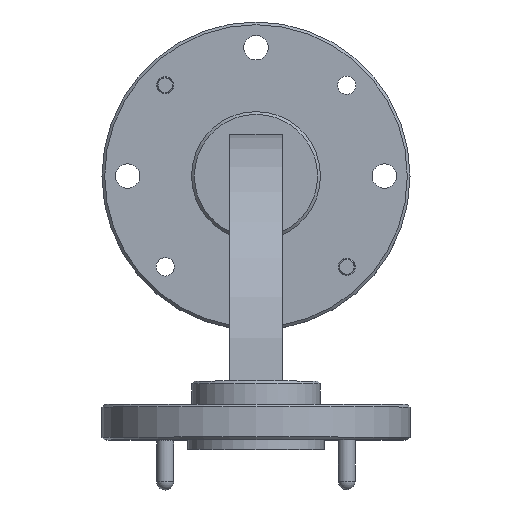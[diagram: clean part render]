
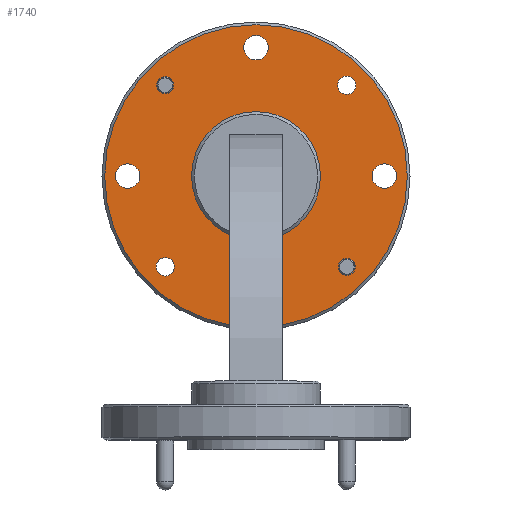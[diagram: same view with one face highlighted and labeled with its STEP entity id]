
A CAD part, top view. The second image highlights one B-rep face of the part: STEP entity #1740.
In plain terms, the highlighted planar face has unit normal (0, 0, 1).
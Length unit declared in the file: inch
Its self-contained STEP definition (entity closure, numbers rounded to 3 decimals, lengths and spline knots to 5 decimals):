
#64=FACE_BOUND('',#348,.T.);
#65=FACE_BOUND('',#349,.T.);
#66=FACE_BOUND('',#350,.T.);
#67=FACE_BOUND('',#351,.T.);
#68=FACE_BOUND('',#352,.T.);
#69=FACE_BOUND('',#353,.T.);
#70=FACE_BOUND('',#354,.T.);
#71=FACE_BOUND('',#355,.T.);
#72=FACE_BOUND('',#356,.T.);
#126=PLANE('',#1945);
#229=FACE_OUTER_BOUND('',#347,.T.);
#347=EDGE_LOOP('',(#1339));
#348=EDGE_LOOP('',(#1340));
#349=EDGE_LOOP('',(#1341));
#350=EDGE_LOOP('',(#1342));
#351=EDGE_LOOP('',(#1343));
#352=EDGE_LOOP('',(#1344));
#353=EDGE_LOOP('',(#1345));
#354=EDGE_LOOP('',(#1346));
#355=EDGE_LOOP('',(#1347));
#356=EDGE_LOOP('',(#1348));
#712=CIRCLE('',#1939,0.235);
#713=CIRCLE('',#1941,0.5525);
#716=CIRCLE('',#1946,0.0447);
#717=CIRCLE('',#1947,0.0447);
#718=CIRCLE('',#1948,0.0447);
#719=CIRCLE('',#1949,0.0447);
#720=CIRCLE('',#1950,0.02975);
#721=CIRCLE('',#1951,0.02975);
#722=CIRCLE('',#1952,0.0335);
#723=CIRCLE('',#1953,0.0335);
#866=VERTEX_POINT('',#2914);
#867=VERTEX_POINT('',#2918);
#870=VERTEX_POINT('',#2928);
#871=VERTEX_POINT('',#2930);
#872=VERTEX_POINT('',#2932);
#873=VERTEX_POINT('',#2934);
#874=VERTEX_POINT('',#2936);
#875=VERTEX_POINT('',#2938);
#876=VERTEX_POINT('',#2940);
#877=VERTEX_POINT('',#2942);
#1041=EDGE_CURVE('',#866,#866,#712,.T.);
#1042=EDGE_CURVE('',#867,#867,#713,.T.);
#1047=EDGE_CURVE('',#870,#870,#716,.T.);
#1048=EDGE_CURVE('',#871,#871,#717,.T.);
#1049=EDGE_CURVE('',#872,#872,#718,.T.);
#1050=EDGE_CURVE('',#873,#873,#719,.T.);
#1051=EDGE_CURVE('',#874,#874,#720,.T.);
#1052=EDGE_CURVE('',#875,#875,#721,.T.);
#1053=EDGE_CURVE('',#876,#876,#722,.T.);
#1054=EDGE_CURVE('',#877,#877,#723,.T.);
#1339=ORIENTED_EDGE('',*,*,#1042,.F.);
#1340=ORIENTED_EDGE('',*,*,#1041,.T.);
#1341=ORIENTED_EDGE('',*,*,#1047,.T.);
#1342=ORIENTED_EDGE('',*,*,#1048,.T.);
#1343=ORIENTED_EDGE('',*,*,#1049,.T.);
#1344=ORIENTED_EDGE('',*,*,#1050,.T.);
#1345=ORIENTED_EDGE('',*,*,#1051,.T.);
#1346=ORIENTED_EDGE('',*,*,#1052,.T.);
#1347=ORIENTED_EDGE('',*,*,#1053,.T.);
#1348=ORIENTED_EDGE('',*,*,#1054,.T.);
#1740=ADVANCED_FACE('',(#229,#64,#65,#66,#67,#68,#69,#70,#71,#72),#126,
 .T.);
#1939=AXIS2_PLACEMENT_3D('',#2916,#2305,#2306);
#1941=AXIS2_PLACEMENT_3D('',#2919,#2309,#2310);
#1945=AXIS2_PLACEMENT_3D('',#2927,#2319,#2320);
#1946=AXIS2_PLACEMENT_3D('',#2929,#2321,#2322);
#1947=AXIS2_PLACEMENT_3D('',#2931,#2323,#2324);
#1948=AXIS2_PLACEMENT_3D('',#2933,#2325,#2326);
#1949=AXIS2_PLACEMENT_3D('',#2935,#2327,#2328);
#1950=AXIS2_PLACEMENT_3D('',#2937,#2329,#2330);
#1951=AXIS2_PLACEMENT_3D('',#2939,#2331,#2332);
#1952=AXIS2_PLACEMENT_3D('',#2941,#2333,#2334);
#1953=AXIS2_PLACEMENT_3D('',#2943,#2335,#2336);
#2305=DIRECTION('center_axis',(0.,0.,-1.));
#2306=DIRECTION('ref_axis',(-1.,0.,0.));
#2309=DIRECTION('center_axis',(0.,0.,-1.));
#2310=DIRECTION('ref_axis',(-1.,0.,0.));
#2319=DIRECTION('center_axis',(0.,0.,1.));
#2320=DIRECTION('ref_axis',(-1.,0.,0.));
#2321=DIRECTION('center_axis',(0.,0.,-1.));
#2322=DIRECTION('ref_axis',(0.,1.,0.));
#2323=DIRECTION('center_axis',(0.,0.,-1.));
#2324=DIRECTION('ref_axis',(0.,1.,0.));
#2325=DIRECTION('center_axis',(0.,0.,-1.));
#2326=DIRECTION('ref_axis',(0.,1.,0.));
#2327=DIRECTION('center_axis',(0.,0.,-1.));
#2328=DIRECTION('ref_axis',(0.,1.,0.));
#2329=DIRECTION('center_axis',(0.,0.,-1.));
#2330=DIRECTION('ref_axis',(0.,1.,0.));
#2331=DIRECTION('center_axis',(0.,0.,-1.));
#2332=DIRECTION('ref_axis',(0.,1.,0.));
#2333=DIRECTION('center_axis',(0.,0.,-1.));
#2334=DIRECTION('ref_axis',(0.,1.,0.));
#2335=DIRECTION('center_axis',(0.,0.,-1.));
#2336=DIRECTION('ref_axis',(0.,1.,0.));
#2914=CARTESIAN_POINT('',(0.235,0.965,-0.835));
#2916=CARTESIAN_POINT('Origin',(0.,0.965,-0.835));
#2918=CARTESIAN_POINT('',(0.5525,0.965,-0.835));
#2919=CARTESIAN_POINT('Origin',(0.,0.965,-0.835));
#2927=CARTESIAN_POINT('Origin',(0.,0.965,-0.835));
#2928=CARTESIAN_POINT('',(-0.46875,0.9203,-0.835));
#2929=CARTESIAN_POINT('Origin',(-0.46875,0.965,-0.835));
#2930=CARTESIAN_POINT('',(0.46875,0.9203,-0.835));
#2931=CARTESIAN_POINT('Origin',(0.46875,0.965,-0.835));
#2932=CARTESIAN_POINT('',(0.,0.45155,-0.835));
#2933=CARTESIAN_POINT('Origin',(0.,0.49625,-0.835));
#2934=CARTESIAN_POINT('',(0.,1.38905,-0.835));
#2935=CARTESIAN_POINT('Origin',(0.,1.43375,-0.835));
#2936=CARTESIAN_POINT('',(-0.33146,1.26671,-0.835));
#2937=CARTESIAN_POINT('Origin',(-0.33146,1.29646,-0.835));
#2938=CARTESIAN_POINT('',(0.33146,0.60379,-0.835));
#2939=CARTESIAN_POINT('Origin',(0.33146,0.63354,-0.835));
#2940=CARTESIAN_POINT('',(0.33146,1.26296,-0.835));
#2941=CARTESIAN_POINT('Origin',(0.33146,1.29646,-0.835));
#2942=CARTESIAN_POINT('',(-0.33146,0.60004,-0.835));
#2943=CARTESIAN_POINT('Origin',(-0.33146,0.63354,-0.835));
